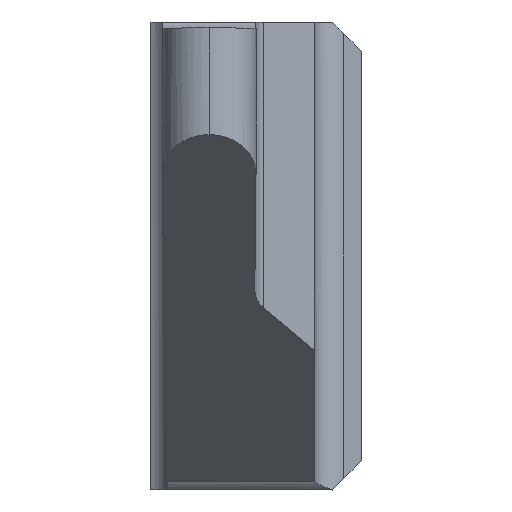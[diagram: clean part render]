
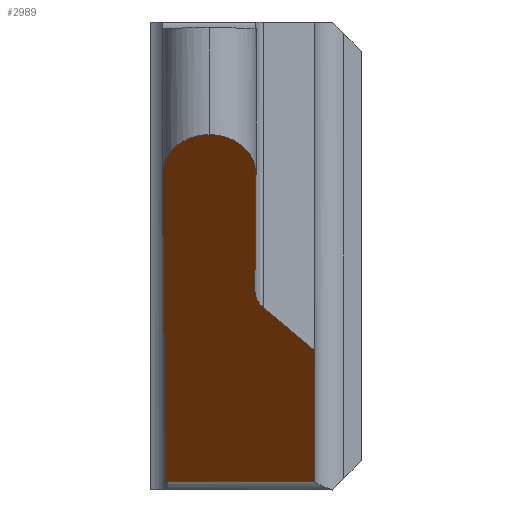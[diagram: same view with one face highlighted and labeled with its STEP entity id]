
A CAD part, front view. The second image highlights one B-rep face of the part: STEP entity #2989.
In plain terms, the highlighted planar face has unit normal (0, -0.643, -0.766).
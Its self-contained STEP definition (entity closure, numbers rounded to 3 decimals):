
#552=CARTESIAN_POINT('',(2.8,4.4,-5.616));
#553=VERTEX_POINT('',#552);
#564=CARTESIAN_POINT('',(2.8,7.062,-7.85));
#565=DIRECTION('',(0.,-0.766,0.643));
#566=VECTOR('',#565,3.475);
#567=LINE('',#564,#566);
#568=CARTESIAN_POINT('',(2.8,7.062,-7.85));
#569=VERTEX_POINT('',#568);
#570=EDGE_CURVE('',#569,#553,#567,.T.);
#649=CARTESIAN_POINT('',(0.254,7.062,-7.85));
#650=DIRECTION('',(1.,0.,0.));
#651=VECTOR('',#650,2.546);
#652=LINE('',#649,#651);
#653=CARTESIAN_POINT('',(0.254,7.062,-7.85));
#654=VERTEX_POINT('',#653);
#655=EDGE_CURVE('',#654,#569,#652,.T.);
#827=CARTESIAN_POINT('',(0.199,0.807,-2.601));
#828=DIRECTION('',(0.007,0.766,-0.643));
#829=VECTOR('',#828,8.166);
#830=LINE('',#827,#829);
#831=CARTESIAN_POINT('',(0.199,0.807,-2.601));
#832=VERTEX_POINT('',#831);
#833=EDGE_CURVE('',#832,#654,#830,.T.);
#899=CARTESIAN_POINT('',(0.199,0.807,-2.601));
#900=CARTESIAN_POINT('',(0.195,0.335,-2.205));
#901=CARTESIAN_POINT('',(0.527,0.,-1.924));
#902=CARTESIAN_POINT('',(0.999,0.,-1.924));
#903=(BOUNDED_CURVE()B_SPLINE_CURVE(3,(#899,#900,#901,#902),.UNSPECIFIED.,.F.,.F.)B_SPLINE_CURVE_WITH_KNOTS((4,4),(0.,1.),.UNSPECIFIED.)CURVE()GEOMETRIC_REPRESENTATION_ITEM()RATIONAL_B_SPLINE_CURVE((1.,0.803,0.803,1.))REPRESENTATION_ITEM(''));
#904=CARTESIAN_POINT('',(0.999,0.,-1.924));
#905=VERTEX_POINT('',#904);
#906=EDGE_CURVE('',#832,#905,#903,.T.);
#952=CARTESIAN_POINT('',(1.,0.,-1.924));
#953=VERTEX_POINT('',#952);
#987=CARTESIAN_POINT('',(1.,0.,-1.924));
#988=DIRECTION('',(-1.,0.,0.));
#989=VECTOR('',#988,0.001);
#990=LINE('',#987,#989);
#991=EDGE_CURVE('',#953,#905,#990,.T.);
#1043=CARTESIAN_POINT('',(1.,0.,-1.924));
#1044=CARTESIAN_POINT('',(1.472,0.,-1.924));
#1045=CARTESIAN_POINT('',(1.804,0.335,-2.205));
#1046=CARTESIAN_POINT('',(1.8,0.807,-2.601));
#1047=(BOUNDED_CURVE()B_SPLINE_CURVE(3,(#1043,#1044,#1045,#1046),.UNSPECIFIED.,.F.,.F.)B_SPLINE_CURVE_WITH_KNOTS((4,4),(0.,1.),.UNSPECIFIED.)CURVE()GEOMETRIC_REPRESENTATION_ITEM()RATIONAL_B_SPLINE_CURVE((1.,0.803,0.803,1.))REPRESENTATION_ITEM('')
);
#1048=CARTESIAN_POINT('',(1.8,0.807,-2.601));
#1049=VERTEX_POINT('',#1048);
#1050=EDGE_CURVE('',#953,#1049,#1047,.T.);
#1090=CARTESIAN_POINT('',(1.779,3.168,-4.582));
#1091=DIRECTION('',(0.007,-0.766,0.643));
#1092=VECTOR('',#1091,3.082);
#1093=LINE('',#1090,#1092);
#1094=CARTESIAN_POINT('',(1.779,3.168,-4.582));
#1095=VERTEX_POINT('',#1094);
#1096=EDGE_CURVE('',#1095,#1049,#1093,.T.);
#1198=CARTESIAN_POINT('',(1.926,3.526,-4.883));
#1199=VERTEX_POINT('',#1198);
#1212=CARTESIAN_POINT('',(1.779,3.168,-4.582));
#1213=CARTESIAN_POINT('',(1.778,3.304,-4.696));
#1214=CARTESIAN_POINT('',(1.83,3.43,-4.802));
#1215=CARTESIAN_POINT('',(1.926,3.526,-4.883));
#1216=(BOUNDED_CURVE()B_SPLINE_CURVE(3,(#1212,#1213,#1214,#1215),.UNSPECIFIED.,.F.,.F.)B_SPLINE_CURVE_WITH_KNOTS((4,4),(0.,1.),.UNSPECIFIED.)CURVE()GEOMETRIC_REPRESENTATION_ITEM()RATIONAL_B_SPLINE_CURVE((1.,0.948,0.948,1.))REPRESENTATION_ITEM('')
);
#1217=EDGE_CURVE('',#1095,#1199,#1216,.T.);
#2896=CARTESIAN_POINT('',(1.,3.217,-4.624));
#2897=DIRECTION('',(0.,0.643,0.766));
#2898=DIRECTION('',(0.,-0.492,0.413));
#2899=AXIS2_PLACEMENT_3D('',#2896,#2897,#2898);
#2900=PLANE('',#2899);
#2901=ORIENTED_EDGE('Edge 289',*,*,#655,.T.);
#2910=ORIENTED_EDGE('Edge 1223',*,*,#833,.T.);
#2919=ORIENTED_EDGE('Edge 299',*,*,#906,.F.);
#2928=ORIENTED_EDGE('Edge 304',*,*,#991,.T.);
#2937=ORIENTED_EDGE('Edge 309',*,*,#1050,.F.);
#2946=ORIENTED_EDGE('Edge 314',*,*,#1096,.T.);
#2955=ORIENTED_EDGE('Edge 319',*,*,#1217,.F.);
#2964=CARTESIAN_POINT('',(2.8,4.4,-5.616));
#2965=DIRECTION('',(-0.608,-0.608,0.51));
#2966=VECTOR('',#2965,1.438);
#2967=LINE('',#2964,#2966);
#2968=EDGE_CURVE('',#553,#1199,#2967,.T.);
#2969=ORIENTED_EDGE('Edge 324',*,*,#2968,.T.);
#2978=ORIENTED_EDGE('Edge 329',*,*,#570,.T.);
#2987=EDGE_LOOP('',(#2978,#2969,#2955,#2946,#2937,#2928,#2919,#2910,#2901));
#2988=FACE_OUTER_BOUND('Loop 330',#2987,.T.);
#2989=ADVANCED_FACE('Face 331',(#2988),#2900,.F.);
